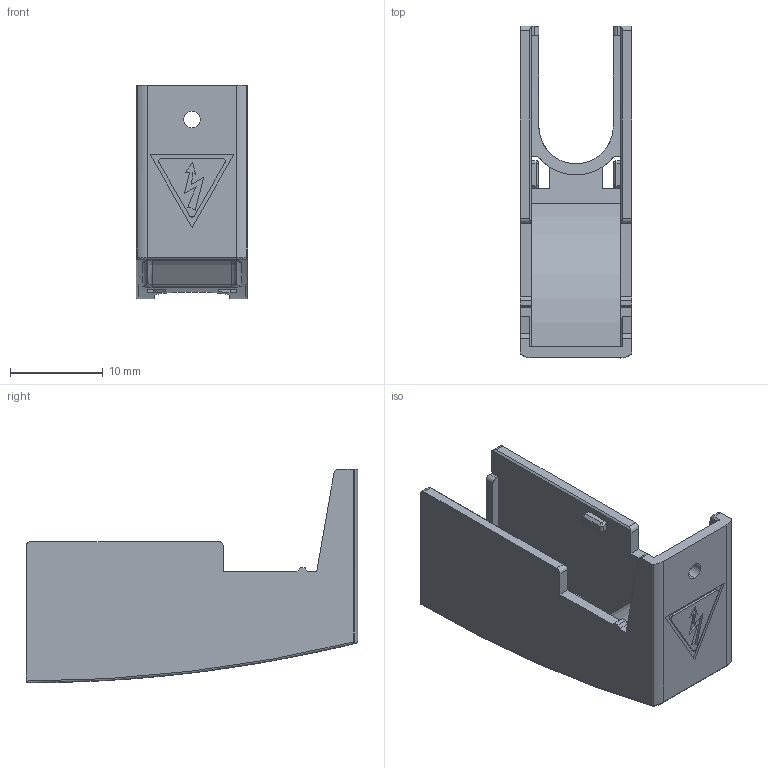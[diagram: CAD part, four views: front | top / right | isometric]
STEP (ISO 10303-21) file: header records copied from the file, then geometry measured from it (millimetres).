
FILE_DESCRIPTION (( 'STEP AP214' ), '1' );
FILE_NAME ('ZH37TS11.STEP', '2025-02-19T17:11:32', ( '' ), ( '' ), 'SwSTEP 2.0', 'SolidWorks 2022', '' );
FILE_SCHEMA (( 'AUTOMOTIVE_DESIGN' ));
Length unit declared in the file: millimetre
Products named in the file (1): ZH37TS11
Bounding box: 12 x 35.7 x 23 mm (x, y, z)
Volume: 1646.5 mm3; surface area: 3043 mm2
Topology: 1 solids, 1 shells, 142 faces, 376 edges, 234 vertices
Faces by surface type: plane 85, cylinder 35, cone 6, torus 6, bspline 6, sphere 4
Entity records: 4753 total; most frequent: CARTESIAN_POINT 1284, ORIENTED_EDGE 736, DIRECTION 688, EDGE_CURVE 368, LINE 252, VECTOR 252, VERTEX_POINT 232, AXIS2_PLACEMENT_3D 218
